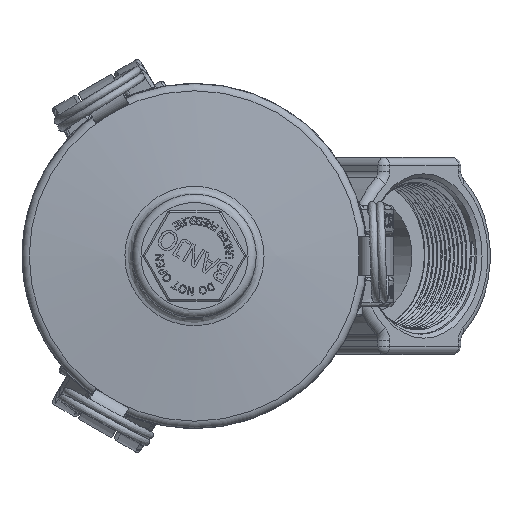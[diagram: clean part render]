
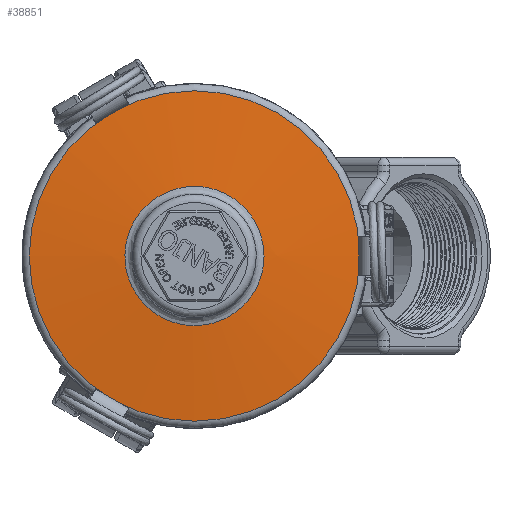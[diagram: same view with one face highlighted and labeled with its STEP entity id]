
A CAD part, front view. The second image highlights one B-rep face of the part: STEP entity #38851.
In plain terms, the highlighted spherical face has radius 533.908 mm.
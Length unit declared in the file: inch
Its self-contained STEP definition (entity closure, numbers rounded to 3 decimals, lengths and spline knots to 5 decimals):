
#180=SPHERICAL_SURFACE('',#42141,21.02);
#1953=FACE_BOUND('',#6285,.T.);
#3869=FACE_OUTER_BOUND('',#6284,.T.);
#6284=EDGE_LOOP('',(#30218,#30219));
#6285=EDGE_LOOP('',(#30220));
#8404=CIRCLE('',#42142,2.51496);
#8405=CIRCLE('',#42143,2.51496);
#9650=B_SPLINE_CURVE_WITH_KNOTS('',3,(#80389,#80390,#80391,#80392,#80393,
#80394,#80395,#80396,#80397,#80398,#80399,#80400,#80401,#80402,#80403,#80404,
#80405,#80406,#80407,#80408,#80409,#80410,#80411,#80412),.UNSPECIFIED.,
 .T.,.F.,(4,1,1,1,1,1,1,1,1,1,1,1,1,1,1,1,1,1,1,1,1,4),(-25.33901,
-24.43404,-24.13239,-23.52908,-22.92577,
-22.52356,-21.71915,-21.31694,-20.91474,
-20.51253,-18.9037,-18.09929,-17.69708,
-16.49046,-15.68605,-14.88164,-13.27281,
-12.06619,-10.85957,-9.65295,-9.04964,
-8.44634),.UNSPECIFIED.);
#17716=VERTEX_POINT('',#80387);
#17718=VERTEX_POINT('',#80443);
#17719=VERTEX_POINT('',#80444);
#22239=EDGE_CURVE('',#17716,#17716,#9650,.T.);
#22242=EDGE_CURVE('',#17718,#17719,#8404,.T.);
#22243=EDGE_CURVE('',#17719,#17718,#8405,.T.);
#30218=ORIENTED_EDGE('',*,*,#22242,.F.);
#30219=ORIENTED_EDGE('',*,*,#22243,.F.);
#30220=ORIENTED_EDGE('',*,*,#22239,.F.);
#38851=ADVANCED_FACE('',(#3869,#1953),#180,.T.);
#42141=AXIS2_PLACEMENT_3D('',#80442,#47591,#47592);
#42142=AXIS2_PLACEMENT_3D('',#80445,#47593,#47594);
#42143=AXIS2_PLACEMENT_3D('',#80446,#47595,#47596);
#47591=DIRECTION('center_axis',(0.,0.,1.));
#47592=DIRECTION('ref_axis',(1.,0.,0.));
#47593=DIRECTION('center_axis',(-1.,0.,0.));
#47594=DIRECTION('ref_axis',(0.,-1.,0.));
#47595=DIRECTION('center_axis',(-1.,0.,0.));
#47596=DIRECTION('ref_axis',(0.,-1.,0.));
#80387=CARTESIAN_POINT('',(2.62788,1.05859,-0.00086));
#80389=CARTESIAN_POINT('Ctrl Pts',(2.62788,1.05859,-0.00086));
#80390=CARTESIAN_POINT('Ctrl Pts',(2.62788,1.05868,0.11748));
#80391=CARTESIAN_POINT('Ctrl Pts',(2.62788,1.03164,0.27687));
#80392=CARTESIAN_POINT('Ctrl Pts',(2.62788,0.94127,0.49568));
#80393=CARTESIAN_POINT('Ctrl Pts',(2.62788,0.83466,0.66547));
#80394=CARTESIAN_POINT('Ctrl Pts',(2.62788,0.6854,0.815));
#80395=CARTESIAN_POINT('Ctrl Pts',(2.62788,0.48753,0.95005));
#80396=CARTESIAN_POINT('Ctrl Pts',(2.62788,0.29009,1.02768));
#80397=CARTESIAN_POINT('Ctrl Pts',(2.62788,0.07929,
1.05964));
#80398=CARTESIAN_POINT('Ctrl Pts',(2.62788,-0.07839,
1.05951));
#80399=CARTESIAN_POINT('Ctrl Pts',(2.62788,-0.39392,
1.01292));
#80400=CARTESIAN_POINT('Ctrl Pts',(2.62788,-0.7274,
0.81998));
#80401=CARTESIAN_POINT('Ctrl Pts',(2.62788,-0.93788,0.5102));
#80402=CARTESIAN_POINT('Ctrl Pts',(2.62788,-1.05415,0.21502));
#80403=CARTESIAN_POINT('Ctrl Pts',(2.62788,-1.07838,-0.10958));
#80404=CARTESIAN_POINT('Ctrl Pts',(2.62788,-0.96876,
-0.46371));
#80405=CARTESIAN_POINT('Ctrl Pts',(2.62788,-0.7293,
-0.81886));
#80406=CARTESIAN_POINT('Ctrl Pts',(2.62788,-0.2998,
-1.06728));
#80407=CARTESIAN_POINT('Ctrl Pts',(2.62788,0.24242,-1.06743));
#80408=CARTESIAN_POINT('Ctrl Pts',(2.62788,0.68146,-0.85709));
#80409=CARTESIAN_POINT('Ctrl Pts',(2.62788,0.93518,-0.53911));
#80410=CARTESIAN_POINT('Ctrl Pts',(2.62788,1.04035,-0.23906));
#80411=CARTESIAN_POINT('Ctrl Pts',(2.62788,1.05852,-0.07975));
#80412=CARTESIAN_POINT('Ctrl Pts',(2.62788,1.05859,-0.00086));
#80442=CARTESIAN_POINT('Origin',(-18.36545,0.,0.));
#80443=CARTESIAN_POINT('',(2.50356,2.51496,0.));
#80444=CARTESIAN_POINT('',(2.50356,0.,2.51496));
#80445=CARTESIAN_POINT('Origin',(2.50356,0.,0.));
#80446=CARTESIAN_POINT('Origin',(2.50356,0.,0.));
